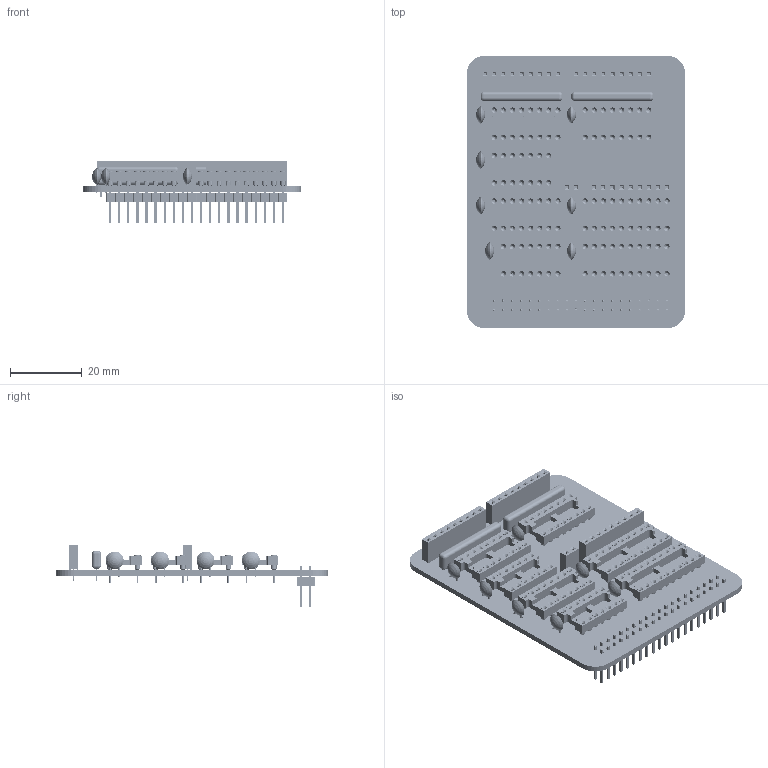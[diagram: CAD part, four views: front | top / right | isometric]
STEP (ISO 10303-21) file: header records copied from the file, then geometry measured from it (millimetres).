
FILE_DESCRIPTION(('KiCad electronic assembly'),'2;1');
FILE_NAME('proto-irq.step','2024-10-26T16:04:03',('Pcbnew'),('Kicad'), 'Open CASCADE STEP processor 7.7','KiCad to STEP converter','Unknown' );
FILE_SCHEMA(('AUTOMOTIVE_DESIGN { 1 0 10303 214 1 1 1 1 }'));
Length unit declared in the file: millimetre
Products named in the file (18): proto-irq 1; PinSocket_1x09_P2.54mm_Vertical; PinSocket_1x09_P254mm_Vertical; C_Disc_D5.0mm_W2.5mm_P2.50mm; C_Disc_D50mm_W25mm_P250mm; PinHeader_2x20_P2.54mm_Vertical; PinHeader_2x20_P254mm_Vertical; DIP-16_W7.62mm_Socket; DIP_16_W762mm_Socket; R_Array_SIP9; DIP-14_W7.62mm_Socket; DIP_14_W762mm_Socket; DIP-20_W7.62mm_Socket; DIP_20_W762mm_Socket; PinSocket_1x02_P2.54mm_Vertical; PinSocket_1x02_P254mm_Vertical; proto-irq_PCB
Assembly tree (30 placements, depth 3):
  proto-irq 1
    PinSocket_1x09_P2.54mm_Vertical  x3
      PinSocket_1x09_P254mm_Vertical
    C_Disc_D5.0mm_W2.5mm_P2.50mm  x7
      C_Disc_D50mm_W25mm_P250mm
    PinHeader_2x20_P2.54mm_Vertical
      PinHeader_2x20_P254mm_Vertical
    DIP-16_W7.62mm_Socket  x3
      DIP_16_W762mm_Socket
    R_Array_SIP9  x2
      R_Array_SIP9
    DIP-14_W7.62mm_Socket  x2
      DIP_14_W762mm_Socket
    DIP-20_W7.62mm_Socket  x2
      DIP_20_W762mm_Socket
    PinSocket_1x02_P2.54mm_Vertical
      PinSocket_1x02_P254mm_Vertical
    proto-irq_PCB
Bounding box: 60.96 x 76.2 x 17.45 mm (x, y, z)
Volume: 12839 mm3; surface area: 21265.6 mm2
Topology: 22 solids, 22 shells, 3953 faces, 8740 edges, 5568 vertices
Faces by surface type: plane 2766, cylinder 809, cone 348, sphere 30
Full cylindrical faces by diameter (mm): 0.5 x14, 0.508 x232, 0.8 x148, 1 x71, 1.524 x116, 1.724 x116
Entity records: 78530 total; most frequent: CARTESIAN_POINT 10921, DIRECTION 10902, ORIENTED_EDGE 10298, EDGE_CURVE 5149, LINE 3992, VECTOR 3992, AXIS2_PLACEMENT_3D 3455, VERTEX_POINT 3268
